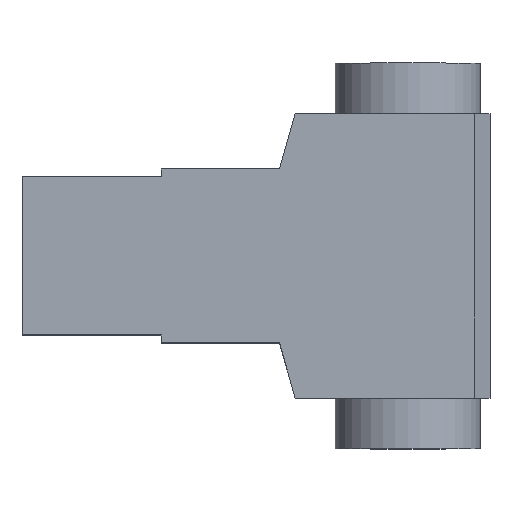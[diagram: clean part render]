
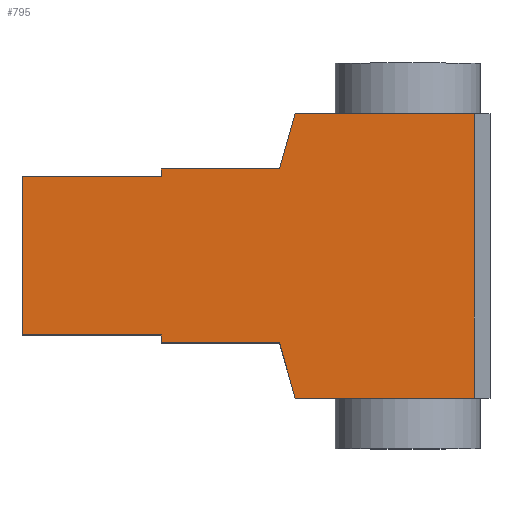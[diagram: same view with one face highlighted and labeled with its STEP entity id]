
A CAD part, top view. The second image highlights one B-rep face of the part: STEP entity #795.
In plain terms, the highlighted planar face has unit normal (0, 0, 1).
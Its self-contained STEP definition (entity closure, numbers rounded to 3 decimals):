
#57=PLANE('',#870);
#99=FACE_OUTER_BOUND('',#145,.T.);
#145=EDGE_LOOP('',(#596,#597,#598,#599,#600,#601,#602,#603,#604,#605,#606,
#607));
#203=LINE('',#1215,#298);
#204=LINE('',#1217,#299);
#205=LINE('',#1219,#300);
#206=LINE('',#1221,#301);
#207=LINE('',#1223,#302);
#208=LINE('',#1225,#303);
#209=LINE('',#1227,#304);
#210=LINE('',#1229,#305);
#211=LINE('',#1231,#306);
#212=LINE('',#1233,#307);
#213=LINE('',#1235,#308);
#214=LINE('',#1236,#309);
#298=VECTOR('',#972,10.);
#299=VECTOR('',#973,10.);
#300=VECTOR('',#974,10.);
#301=VECTOR('',#975,10.);
#302=VECTOR('',#976,10.);
#303=VECTOR('',#977,10.);
#304=VECTOR('',#978,10.);
#305=VECTOR('',#979,10.);
#306=VECTOR('',#980,10.);
#307=VECTOR('',#981,10.);
#308=VECTOR('',#982,10.);
#309=VECTOR('',#983,10.);
#411=VERTEX_POINT('',#1213);
#412=VERTEX_POINT('',#1214);
#413=VERTEX_POINT('',#1216);
#414=VERTEX_POINT('',#1218);
#415=VERTEX_POINT('',#1220);
#416=VERTEX_POINT('',#1222);
#417=VERTEX_POINT('',#1224);
#418=VERTEX_POINT('',#1226);
#419=VERTEX_POINT('',#1228);
#420=VERTEX_POINT('',#1230);
#421=VERTEX_POINT('',#1232);
#422=VERTEX_POINT('',#1234);
#485=EDGE_CURVE('',#411,#412,#203,.T.);
#486=EDGE_CURVE('',#412,#413,#204,.T.);
#487=EDGE_CURVE('',#413,#414,#205,.T.);
#488=EDGE_CURVE('',#414,#415,#206,.T.);
#489=EDGE_CURVE('',#415,#416,#207,.T.);
#490=EDGE_CURVE('',#416,#417,#208,.T.);
#491=EDGE_CURVE('',#418,#417,#209,.T.);
#492=EDGE_CURVE('',#419,#418,#210,.T.);
#493=EDGE_CURVE('',#419,#420,#211,.T.);
#494=EDGE_CURVE('',#420,#421,#212,.T.);
#495=EDGE_CURVE('',#421,#422,#213,.T.);
#496=EDGE_CURVE('',#422,#411,#214,.T.);
#596=ORIENTED_EDGE('',*,*,#485,.T.);
#597=ORIENTED_EDGE('',*,*,#486,.T.);
#598=ORIENTED_EDGE('',*,*,#487,.T.);
#599=ORIENTED_EDGE('',*,*,#488,.T.);
#600=ORIENTED_EDGE('',*,*,#489,.T.);
#601=ORIENTED_EDGE('',*,*,#490,.T.);
#602=ORIENTED_EDGE('',*,*,#491,.F.);
#603=ORIENTED_EDGE('',*,*,#492,.F.);
#604=ORIENTED_EDGE('',*,*,#493,.T.);
#605=ORIENTED_EDGE('',*,*,#494,.T.);
#606=ORIENTED_EDGE('',*,*,#495,.T.);
#607=ORIENTED_EDGE('',*,*,#496,.T.);
#795=ADVANCED_FACE('',(#99),#57,.T.);
#870=AXIS2_PLACEMENT_3D('',#1212,#970,#971);
#970=DIRECTION('center_axis',(0.,0.,1.));
#971=DIRECTION('ref_axis',(1.,0.,0.));
#972=DIRECTION('',(0.,1.,0.));
#973=DIRECTION('',(-1.,0.,0.));
#974=DIRECTION('',(-0.275,-0.962,0.));
#975=DIRECTION('',(-1.,0.,0.));
#976=DIRECTION('',(0.,-1.,0.));
#977=DIRECTION('',(-1.,0.,0.));
#978=DIRECTION('',(0.,1.,0.));
#979=DIRECTION('',(-1.,0.,0.));
#980=DIRECTION('',(0.,-1.,0.));
#981=DIRECTION('',(1.,0.,0.));
#982=DIRECTION('',(0.275,-0.962,0.));
#983=DIRECTION('',(1.,0.,0.));
#1212=CARTESIAN_POINT('Origin',(-4.,0.,47.));
#1213=CARTESIAN_POINT('',(90.,-90.,47.));
#1214=CARTESIAN_POINT('',(90.,90.,47.));
#1215=CARTESIAN_POINT('',(90.,0.,47.));
#1216=CARTESIAN_POINT('',(-23.157,90.,47.));
#1217=CARTESIAN_POINT('',(100.,90.,47.));
#1218=CARTESIAN_POINT('',(-33.157,55.,47.));
#1219=CARTESIAN_POINT('',(-23.157,90.,47.));
#1220=CARTESIAN_POINT('',(-108.,55.,47.));
#1221=CARTESIAN_POINT('',(-33.157,55.,47.));
#1222=CARTESIAN_POINT('',(-108.,50.,47.));
#1223=CARTESIAN_POINT('',(-108.,55.,47.));
#1224=CARTESIAN_POINT('',(-196.,50.,47.));
#1225=CARTESIAN_POINT('',(-108.,50.,47.));
#1226=CARTESIAN_POINT('',(-196.,-50.,47.));
#1227=CARTESIAN_POINT('',(-196.,-90.,47.));
#1228=CARTESIAN_POINT('',(-108.,-50.,47.));
#1229=CARTESIAN_POINT('',(-108.,-50.,47.));
#1230=CARTESIAN_POINT('',(-108.,-55.,47.));
#1231=CARTESIAN_POINT('',(-108.,55.,47.));
#1232=CARTESIAN_POINT('',(-33.157,-55.,47.));
#1233=CARTESIAN_POINT('',(-108.,-55.,47.));
#1234=CARTESIAN_POINT('',(-23.157,-90.,47.));
#1235=CARTESIAN_POINT('',(-33.157,-55.,47.));
#1236=CARTESIAN_POINT('',(-23.157,-90.,47.));
